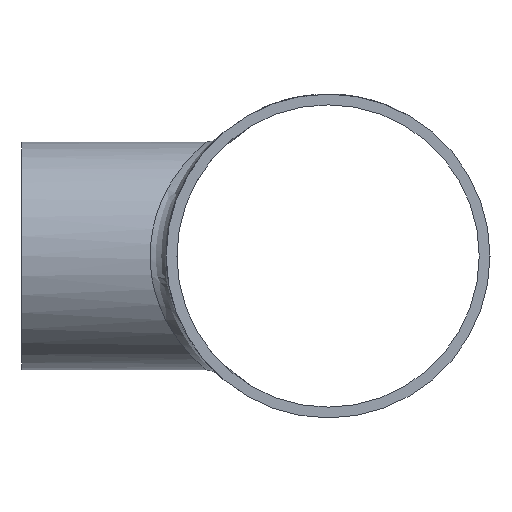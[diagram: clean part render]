
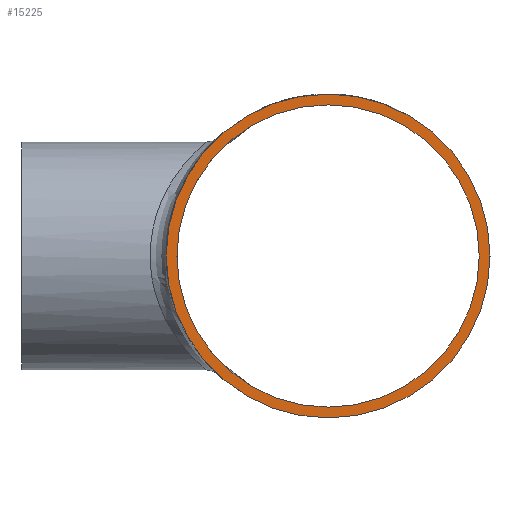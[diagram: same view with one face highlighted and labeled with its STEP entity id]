
A CAD part, left-side view. The second image highlights one B-rep face of the part: STEP entity #15225.
In plain terms, the highlighted planar face has unit normal (-1, 0, 0).
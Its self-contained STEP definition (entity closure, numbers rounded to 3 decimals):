
#2252 = AXIS2_PLACEMENT_3D ( 'NONE', #8841, #13330, #3159 ) ;
#2516 = EDGE_CURVE ( 'NONE', #7882, #7882, #17025, .T. ) ;
#3089 = AXIS2_PLACEMENT_3D ( 'NONE', #15632, #18455, #8456 ) ;
#3159 = DIRECTION ( 'NONE',  ( 0., 0., 1. ) ) ;
#4383 = ORIENTED_EDGE ( 'NONE', *, *, #18263, .F. ) ;
#4931 = AXIS2_PLACEMENT_3D ( 'NONE', #11755, #6021, #6129 ) ;
#5626 = PLANE ( 'NONE',  #3089 ) ;
#6021 = DIRECTION ( 'NONE',  ( -1., 0., 0. ) ) ;
#6129 = DIRECTION ( 'NONE',  ( 0., 0., 1. ) ) ;
#6347 = FACE_OUTER_BOUND ( 'NONE', #9253, .T. ) ;
#7882 = VERTEX_POINT ( 'NONE', #13051 ) ;
#8456 = DIRECTION ( 'NONE',  ( 0., 0., 1. ) ) ;
#8841 = CARTESIAN_POINT ( 'NONE',  ( -64., 0., 0. ) ) ;
#9253 = EDGE_LOOP ( 'NONE', ( #16207 ) ) ;
#10356 = FACE_BOUND ( 'NONE', #17142, .T. ) ;
#11755 = CARTESIAN_POINT ( 'NONE',  ( -64., 0., 0. ) ) ;
#13051 = CARTESIAN_POINT ( 'NONE',  ( -64., 0., 30.15 ) ) ;
#13330 = DIRECTION ( 'NONE',  ( -1., 0., 0. ) ) ;
#14477 = CARTESIAN_POINT ( 'NONE',  ( -64., 0., 28.15 ) ) ;
#15225 = ADVANCED_FACE ( 'NONE', ( #10356, #6347 ), #5626, .T. ) ;
#15632 = CARTESIAN_POINT ( 'NONE',  ( -64., 0., 0. ) ) ;
#15945 = CIRCLE ( 'NONE', #4931, 28.15 ) ;
#16207 = ORIENTED_EDGE ( 'NONE', *, *, #2516, .T. ) ;
#17025 = CIRCLE ( 'NONE', #2252, 30.15 ) ;
#17142 = EDGE_LOOP ( 'NONE', ( #4383 ) ) ;
#17742 = VERTEX_POINT ( 'NONE', #14477 ) ;
#18263 = EDGE_CURVE ( 'NONE', #17742, #17742, #15945, .T. ) ;
#18455 = DIRECTION ( 'NONE',  ( -1., 0., 0. ) ) ;
